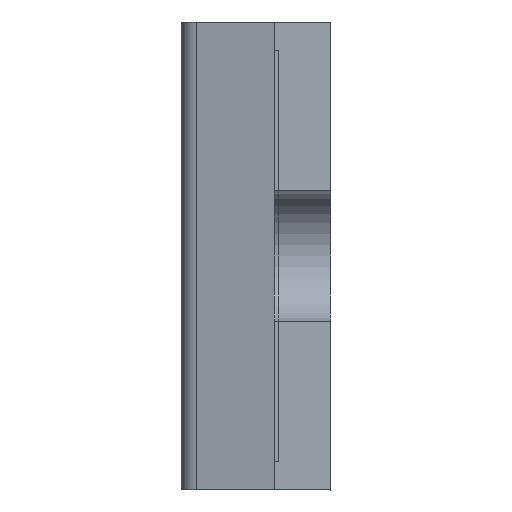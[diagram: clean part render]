
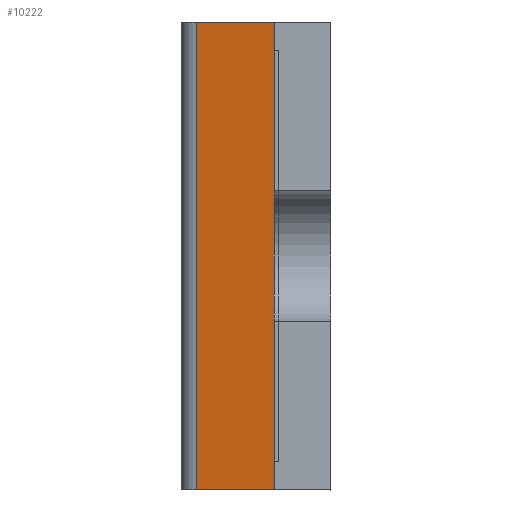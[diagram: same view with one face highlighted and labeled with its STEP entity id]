
A CAD part, left-side view. The second image highlights one B-rep face of the part: STEP entity #10222.
In plain terms, the highlighted planar face has unit normal (-0.981, 0.196, 0).
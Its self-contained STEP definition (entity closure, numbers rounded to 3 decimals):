
#477 = LINE ( 'NONE', #478, #4053 ) ;
#478 = CARTESIAN_POINT ( 'NONE',  ( -0.65, 0.075, 0.625 ) ) ;
#479 = DIRECTION ( 'NONE',  ( 0., 0., -1. ) ) ;
#480 = LINE ( 'NONE', #481, #4054 ) ;
#481 = CARTESIAN_POINT ( 'NONE',  ( -0.967, -1.508, -0.625 ) ) ;
#482 = DIRECTION ( 'NONE',  ( -0.196, -0.981, 0. ) ) ;
#483 = LINE ( 'NONE', #484, #4055 ) ;
#484 = CARTESIAN_POINT ( 'NONE',  ( -0.967, -1.508, 0.625 ) ) ;
#485 = DIRECTION ( 'NONE',  ( -0.196, -0.981, 0. ) ) ;
#486 = LINE ( 'NONE', #487, #4056 ) ;
#487 = CARTESIAN_POINT ( 'NONE',  ( -0.608, 0.285, 0.625 ) ) ;
#488 = DIRECTION ( 'NONE',  ( 0., 0., -1. ) ) ;
#1248 = VERTEX_POINT ( 'NONE', #1751 ) ;
#1253 = VERTEX_POINT ( 'NONE', #1756 ) ;
#1257 = VERTEX_POINT ( 'NONE', #1760 ) ;
#1258 = VERTEX_POINT ( 'NONE', #1761 ) ;
#1751 = CARTESIAN_POINT ( 'NONE',  ( -0.608, 0.285, -0.625 ) ) ;
#1756 = CARTESIAN_POINT ( 'NONE',  ( -0.65, 0.075, 0.625 ) ) ;
#1760 = CARTESIAN_POINT ( 'NONE',  ( -0.608, 0.285, 0.625 ) ) ;
#1761 = CARTESIAN_POINT ( 'NONE',  ( -0.65, 0.075, -0.625 ) ) ;
#2695 = EDGE_LOOP ( 'NONE', ( #8327, #8342, #8343, #8341 ) ) ;
#3314 = FACE_OUTER_BOUND ( 'NONE', #2695, .T. ) ;
#3606 = AXIS2_PLACEMENT_3D ( 'NONE', #4531, #4532, #4533 ) ;
#4053 = VECTOR ( 'NONE', #479, 1000. ) ;
#4054 = VECTOR ( 'NONE', #482, 1000. ) ;
#4055 = VECTOR ( 'NONE', #485, 1000. ) ;
#4056 = VECTOR ( 'NONE', #488, 1000. ) ;
#4530 = PLANE ( 'NONE',  #3606 ) ;
#4531 = CARTESIAN_POINT ( 'NONE',  ( -0.967, -1.508, 0.625 ) ) ;
#4532 = DIRECTION ( 'NONE',  ( 0.981, -0.196, 0. ) ) ;
#4533 = DIRECTION ( 'NONE',  ( 0.196, 0.981, 0. ) ) ;
#5401 = EDGE_CURVE ( 'NONE', #1253, #1258, #477, .T. ) ;
#5402 = EDGE_CURVE ( 'NONE', #1248, #1258, #480, .T. ) ;
#5403 = EDGE_CURVE ( 'NONE', #1257, #1253, #483, .T. ) ;
#5404 = EDGE_CURVE ( 'NONE', #1257, #1248, #486, .T. ) ;
#8327 = ORIENTED_EDGE ( 'NONE', *, *, #5403, .F. ) ;
#8341 = ORIENTED_EDGE ( 'NONE', *, *, #5401, .F. ) ;
#8342 = ORIENTED_EDGE ( 'NONE', *, *, #5404, .T. ) ;
#8343 = ORIENTED_EDGE ( 'NONE', *, *, #5402, .T. ) ;
#10222 = ADVANCED_FACE ( 'NONE', ( #3314 ), #4530, .F. ) ;
